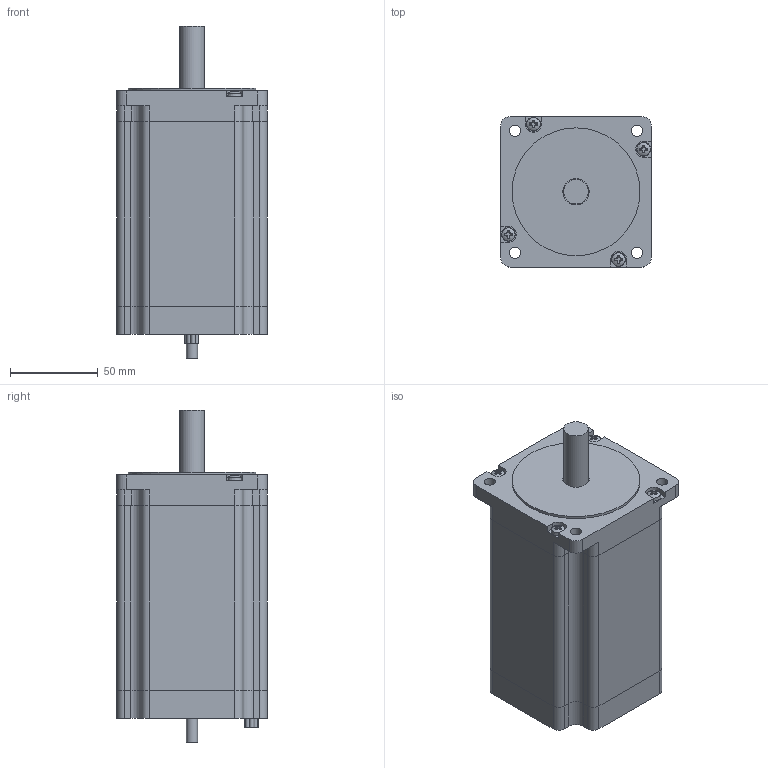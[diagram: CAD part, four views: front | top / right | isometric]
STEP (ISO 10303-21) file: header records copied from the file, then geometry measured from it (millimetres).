
FILE_DESCRIPTION(/* description */ (''),/* implementation_level */ '2;1');
FILE_NAME(/* name */ 'DB87L01-S.stp',/* time_stamp */ '2022-05-11T08:37:50+02:00',/* author */ ('angelika.schneid'),/* organization */ (''),/* preprocessor_version */ 'ST-DEVELOPER v17.2',/* originating_system */ 'Autodesk Inventor 2019',/* authorisation */ '');
FILE_SCHEMA (('AUTOMOTIVE_DESIGN { 1 0 10303 214 3 1 1 }'));
Length unit declared in the file: millimetre
Products named in the file (1): DB87L01-S_Shrinkwrap_1
Bounding box: 86 x 86 x 189.5 mm (x, y, z)
Volume: 952833.5 mm3; surface area: 99358.8 mm2
Topology: 16 solids, 16 shells, 308 faces, 837 edges, 567 vertices
Faces by surface type: plane 154, cylinder 80, cone 66, sphere 4, torus 4
Full cylindrical faces by diameter (mm): 1.567 x2, 2.4 x8, 2.459 x4, 3.65 x4, 4 x8, 6.35 x1, 6.5 x4, 8 x2, 14 x1, 15 x1, 73 x1
Entity records: 10281 total; most frequent: CARTESIAN_POINT 1899, DIRECTION 1738, ORIENTED_EDGE 1662, EDGE_CURVE 831, AXIS2_PLACEMENT_3D 678, VERTEX_POINT 567, LINE 382, VECTOR 382
